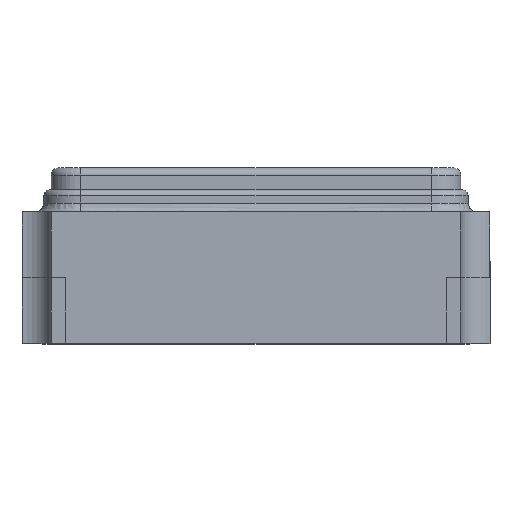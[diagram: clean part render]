
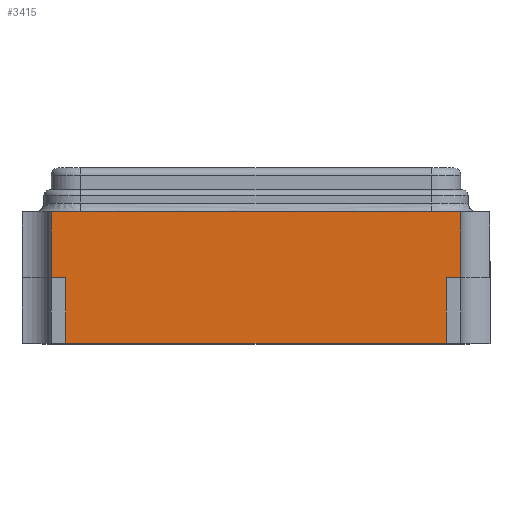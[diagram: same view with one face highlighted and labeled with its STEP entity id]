
A CAD part, top view. The second image highlights one B-rep face of the part: STEP entity #3415.
In plain terms, the highlighted planar face has unit normal (0, 0, 1).
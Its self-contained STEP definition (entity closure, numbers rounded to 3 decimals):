
#77 = ORIENTED_EDGE ( 'NONE', *, *, #1181, .T. ) ;
#125 = EDGE_CURVE ( 'NONE', #251, #4877, #4944, .T. ) ;
#251 = VERTEX_POINT ( 'NONE', #3504 ) ;
#311 = VERTEX_POINT ( 'NONE', #429 ) ;
#355 = ORIENTED_EDGE ( 'NONE', *, *, #3841, .T. ) ;
#361 = CARTESIAN_POINT ( 'NONE',  ( -1.3, 0.45, 1.25 ) ) ;
#429 = CARTESIAN_POINT ( 'NONE',  ( -1.3, 0., 1.25 ) ) ;
#541 = EDGE_CURVE ( 'NONE', #4877, #5668, #6465, .T. ) ;
#690 = LINE ( 'NONE', #4947, #3050 ) ;
#920 = EDGE_LOOP ( 'NONE', ( #5347, #77, #2429, #2115, #355, #2619, #2516, #2557 ) ) ;
#995 = DIRECTION ( 'NONE',  ( 1., 0., 0. ) ) ;
#1035 = DIRECTION ( 'NONE',  ( 1., 0., 0. ) ) ;
#1096 = CARTESIAN_POINT ( 'NONE',  ( 1.4, 0., 1.25 ) ) ;
#1181 = EDGE_CURVE ( 'NONE', #311, #3948, #4951, .T. ) ;
#1249 = DIRECTION ( 'NONE',  ( 1., 0., 0. ) ) ;
#1465 = VERTEX_POINT ( 'NONE', #3548 ) ;
#1475 = CARTESIAN_POINT ( 'NONE',  ( -1.4, 0.45, 1.25 ) ) ;
#2115 = ORIENTED_EDGE ( 'NONE', *, *, #5906, .T. ) ;
#2230 = CARTESIAN_POINT ( 'NONE',  ( -1.4, 0.45, 1.25 ) ) ;
#2328 = DIRECTION ( 'NONE',  ( 0., 0., -1. ) ) ;
#2335 = VECTOR ( 'NONE', #3907, 1000. ) ;
#2429 = ORIENTED_EDGE ( 'NONE', *, *, #3712, .F. ) ;
#2457 = DIRECTION ( 'NONE',  ( 0., -1., 0. ) ) ;
#2514 = LINE ( 'NONE', #5012, #2335 ) ;
#2516 = ORIENTED_EDGE ( 'NONE', *, *, #125, .T. ) ;
#2557 = ORIENTED_EDGE ( 'NONE', *, *, #541, .T. ) ;
#2619 = ORIENTED_EDGE ( 'NONE', *, *, #6546, .F. ) ;
#2704 = PLANE ( 'NONE',  #5951 ) ;
#2871 = VECTOR ( 'NONE', #5612, 1000. ) ;
#3050 = VECTOR ( 'NONE', #5356, 1000. ) ;
#3096 = CARTESIAN_POINT ( 'NONE',  ( 1.4, 0.45, 1.25 ) ) ;
#3295 = VERTEX_POINT ( 'NONE', #4695 ) ;
#3415 = ADVANCED_FACE ( 'NONE', ( #4934 ), #2704, .F. ) ;
#3504 = CARTESIAN_POINT ( 'NONE',  ( -1.4, 0.9, 1.25 ) ) ;
#3548 = CARTESIAN_POINT ( 'NONE',  ( 1.4, 0.45, 1.25 ) ) ;
#3712 = EDGE_CURVE ( 'NONE', #3899, #3948, #690, .T. ) ;
#3795 = DIRECTION ( 'NONE',  ( -1., 0., 0. ) ) ;
#3841 = EDGE_CURVE ( 'NONE', #1465, #3295, #5217, .T. ) ;
#3899 = VERTEX_POINT ( 'NONE', #4477 ) ;
#3907 = DIRECTION ( 'NONE',  ( 1., 0., 0. ) ) ;
#3948 = VERTEX_POINT ( 'NONE', #6104 ) ;
#4100 = VECTOR ( 'NONE', #995, 1000. ) ;
#4134 = LINE ( 'NONE', #6665, #6459 ) ;
#4283 = LINE ( 'NONE', #3096, #4100 ) ;
#4477 = CARTESIAN_POINT ( 'NONE',  ( 1.3, 0.45, 1.25 ) ) ;
#4516 = CARTESIAN_POINT ( 'NONE',  ( -1.4, 0., 1.25 ) ) ;
#4695 = CARTESIAN_POINT ( 'NONE',  ( 1.4, 0.9, 1.25 ) ) ;
#4877 = VERTEX_POINT ( 'NONE', #1475 ) ;
#4894 = DIRECTION ( 'NONE',  ( 0., 1., 0. ) ) ;
#4934 = FACE_OUTER_BOUND ( 'NONE', #920, .T. ) ;
#4944 = LINE ( 'NONE', #4516, #2871 ) ;
#4947 = CARTESIAN_POINT ( 'NONE',  ( 1.3, 0.45, 1.25 ) ) ;
#4951 = LINE ( 'NONE', #5671, #5029 ) ;
#5012 = CARTESIAN_POINT ( 'NONE',  ( -1.6, 0.9, 1.25 ) ) ;
#5029 = VECTOR ( 'NONE', #1035, 1000. ) ;
#5172 = VECTOR ( 'NONE', #4894, 1000. ) ;
#5217 = LINE ( 'NONE', #1096, #5172 ) ;
#5347 = ORIENTED_EDGE ( 'NONE', *, *, #5697, .T. ) ;
#5356 = DIRECTION ( 'NONE',  ( 0., -1., 0. ) ) ;
#5612 = DIRECTION ( 'NONE',  ( 0., -1., 0. ) ) ;
#5668 = VERTEX_POINT ( 'NONE', #361 ) ;
#5671 = CARTESIAN_POINT ( 'NONE',  ( -1.6, 0., 1.25 ) ) ;
#5697 = EDGE_CURVE ( 'NONE', #5668, #311, #4134, .T. ) ;
#5906 = EDGE_CURVE ( 'NONE', #3899, #1465, #4283, .T. ) ;
#5951 = AXIS2_PLACEMENT_3D ( 'NONE', #6534, #2328, #3795 ) ;
#6104 = CARTESIAN_POINT ( 'NONE',  ( 1.3, 0., 1.25 ) ) ;
#6450 = VECTOR ( 'NONE', #1249, 1000. ) ;
#6459 = VECTOR ( 'NONE', #2457, 1000. ) ;
#6465 = LINE ( 'NONE', #2230, #6450 ) ;
#6534 = CARTESIAN_POINT ( 'NONE',  ( -1.6, 0.9, 1.25 ) ) ;
#6546 = EDGE_CURVE ( 'NONE', #251, #3295, #2514, .T. ) ;
#6665 = CARTESIAN_POINT ( 'NONE',  ( -1.3, 0.45, 1.25 ) ) ;
